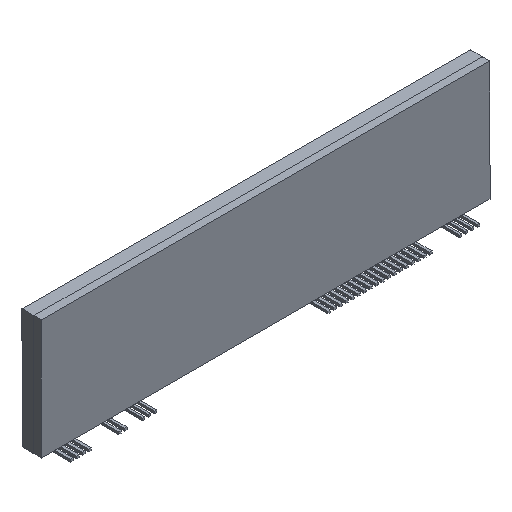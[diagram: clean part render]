
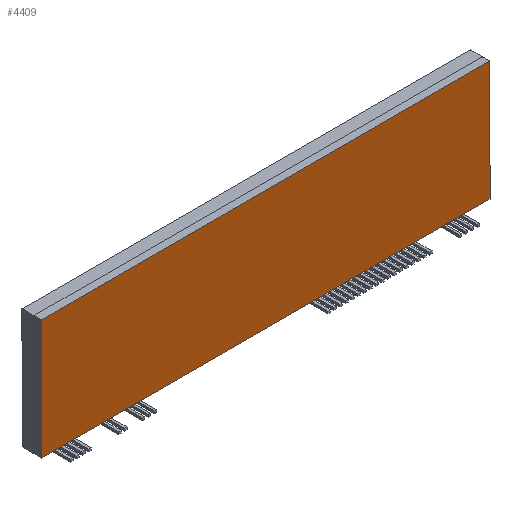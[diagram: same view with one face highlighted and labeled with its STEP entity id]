
A CAD part, isometric view. The second image highlights one B-rep face of the part: STEP entity #4409.
In plain terms, the highlighted planar face has unit normal (0, -1, 0).
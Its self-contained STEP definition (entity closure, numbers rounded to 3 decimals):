
#263=FACE_OUTER_BOUND('',#477,.T.);
#477=EDGE_LOOP('',(#2974,#2975,#2976,#2977));
#688=LINE('',#5992,#1306);
#692=LINE('',#6000,#1310);
#695=LINE('',#6006,#1313);
#698=LINE('',#6011,#1316);
#1306=VECTOR('',#4927,10.);
#1310=VECTOR('',#4933,10.);
#1313=VECTOR('',#4938,10.);
#1316=VECTOR('',#4943,10.);
#1924=VERTEX_POINT('',#5990);
#1925=VERTEX_POINT('',#5991);
#1928=VERTEX_POINT('',#5999);
#1930=VERTEX_POINT('',#6005);
#2336=EDGE_CURVE('',#1924,#1925,#688,.T.);
#2340=EDGE_CURVE('',#1928,#1924,#692,.T.);
#2343=EDGE_CURVE('',#1930,#1928,#695,.T.);
#2346=EDGE_CURVE('',#1925,#1930,#698,.T.);
#2974=ORIENTED_EDGE('',*,*,#2346,.F.);
#2975=ORIENTED_EDGE('',*,*,#2336,.F.);
#2976=ORIENTED_EDGE('',*,*,#2340,.F.);
#2977=ORIENTED_EDGE('',*,*,#2343,.F.);
#4195=PLANE('',#4704);
#4409=ADVANCED_FACE('',(#263),#4195,.F.);
#4704=AXIS2_PLACEMENT_3D('',#6014,#4947,#4948);
#4927=DIRECTION('',(1.,0.,0.));
#4933=DIRECTION('',(0.,0.,1.));
#4938=DIRECTION('',(-1.,0.,0.));
#4943=DIRECTION('',(0.,0.,-1.));
#4947=DIRECTION('center_axis',(0.,1.,0.));
#4948=DIRECTION('ref_axis',(0.,0.,1.));
#5990=CARTESIAN_POINT('',(-75.,0.,20.));
#5991=CARTESIAN_POINT('',(75.,0.,20.));
#5992=CARTESIAN_POINT('',(-75.,0.,20.));
#5999=CARTESIAN_POINT('',(-75.,0.,-20.));
#6000=CARTESIAN_POINT('',(-75.,0.,-20.));
#6005=CARTESIAN_POINT('',(75.,0.,-20.));
#6006=CARTESIAN_POINT('',(75.,0.,-20.));
#6011=CARTESIAN_POINT('',(75.,0.,20.));
#6014=CARTESIAN_POINT('Origin',(0.,0.,0.));
